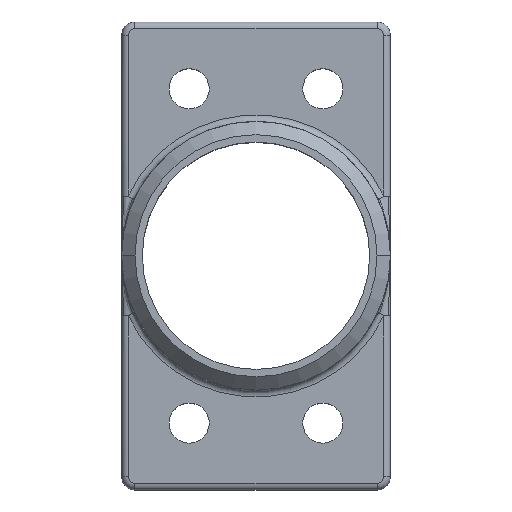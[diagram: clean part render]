
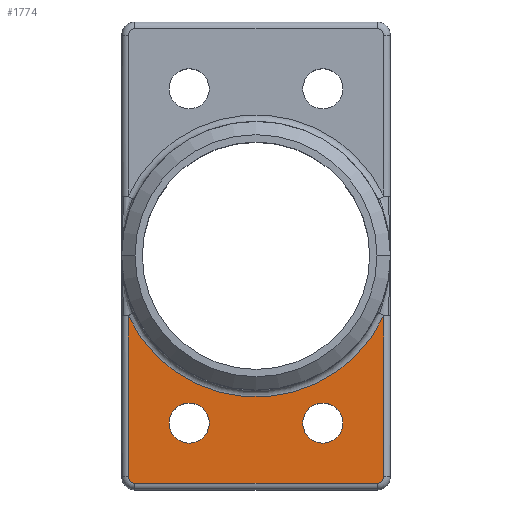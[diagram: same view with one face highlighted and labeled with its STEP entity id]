
A CAD part, top view. The second image highlights one B-rep face of the part: STEP entity #1774.
In plain terms, the highlighted planar face has unit normal (0, 0, 1).
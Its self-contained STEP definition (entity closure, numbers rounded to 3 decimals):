
#25 = AXIS2_PLACEMENT_3D ( 'NONE', #968, #969, #970 ) ;
#62 = CARTESIAN_POINT ( 'NONE',  ( 10., -25., 4. ) ) ;
#63 = DIRECTION ( 'NONE',  ( 0., 0., 1. ) ) ;
#64 = DIRECTION ( 'NONE',  ( 1., 0., 0. ) ) ;
#293 = LINE ( 'NONE', #294, #1153 ) ;
#294 = CARTESIAN_POINT ( 'NONE',  ( -19.1, -33., 4. ) ) ;
#295 = DIRECTION ( 'NONE',  ( 0., -1., 0. ) ) ;
#529 = VERTEX_POINT ( 'NONE', #1433 ) ;
#530 = VERTEX_POINT ( 'NONE', #1434 ) ;
#531 = VERTEX_POINT ( 'NONE', #1435 ) ;
#532 = VERTEX_POINT ( 'NONE', #1436 ) ;
#533 = VERTEX_POINT ( 'NONE', #1437 ) ;
#546 = VERTEX_POINT ( 'NONE', #1450 ) ;
#547 = VERTEX_POINT ( 'NONE', #1451 ) ;
#551 = VERTEX_POINT ( 'NONE', #1455 ) ;
#556 = VERTEX_POINT ( 'NONE', #1460 ) ;
#737 = FACE_OUTER_BOUND ( 'NONE', #1048, .T. ) ;
#739 = AXIS2_PLACEMENT_3D ( 'NONE', #2216, #2217, #2218 ) ;
#743 = FACE_BOUND ( 'NONE', #1050, .T. ) ;
#968 = CARTESIAN_POINT ( 'NONE',  ( 0., 0., 4. ) ) ;
#969 = DIRECTION ( 'NONE',  ( 0., 0., -1. ) ) ;
#970 = DIRECTION ( 'NONE',  ( 1., 0., 0. ) ) ;
#1015 = VERTEX_POINT ( 'NONE', #1478 ) ;
#1048 = EDGE_LOOP ( 'NONE', ( #2654, #2655, #2657, #2653, #2658, #1332 ) ) ;
#1049 = EDGE_LOOP ( 'NONE', ( #1343, #1341 ) ) ;
#1050 = EDGE_LOOP ( 'NONE', ( #1345, #1344 ) ) ;
#1082 = AXIS2_PLACEMENT_3D ( 'NONE', #62, #63, #64 ) ;
#1089 = AXIS2_PLACEMENT_3D ( 'NONE', #1508, #1509, #1510 ) ;
#1092 = AXIS2_PLACEMENT_3D ( 'NONE', #1511, #1512, #1513 ) ;
#1094 = VECTOR ( 'NONE', #2174, 1000. ) ;
#1153 = VECTOR ( 'NONE', #295, 1000. ) ;
#1239 = LINE ( 'NONE', #1240, #1318 ) ;
#1240 = CARTESIAN_POINT ( 'NONE',  ( 19.1, 0., 4. ) ) ;
#1241 = DIRECTION ( 'NONE',  ( 0., 1., 0. ) ) ;
#1296 = CARTESIAN_POINT ( 'NONE',  ( -18.1, -33., 4. ) ) ;
#1297 = DIRECTION ( 'NONE',  ( 0., 0., 1. ) ) ;
#1298 = DIRECTION ( 'NONE',  ( 1., 0., 0. ) ) ;
#1318 = VECTOR ( 'NONE', #1241, 1000. ) ;
#1332 = ORIENTED_EDGE ( 'NONE', *, *, #1773, .T. ) ;
#1341 = ORIENTED_EDGE ( 'NONE', *, *, #1720, .F. ) ;
#1343 = ORIENTED_EDGE ( 'NONE', *, *, #1719, .F. ) ;
#1344 = ORIENTED_EDGE ( 'NONE', *, *, #1913, .F. ) ;
#1345 = ORIENTED_EDGE ( 'NONE', *, *, #1761, .F. ) ;
#1433 = CARTESIAN_POINT ( 'NONE',  ( 19.1, -33., 4. ) ) ;
#1434 = CARTESIAN_POINT ( 'NONE',  ( 19.1, -8.967, 4. ) ) ;
#1435 = CARTESIAN_POINT ( 'NONE',  ( -19.1, -8.967, 4. ) ) ;
#1436 = CARTESIAN_POINT ( 'NONE',  ( -19.1, -33., 4. ) ) ;
#1437 = CARTESIAN_POINT ( 'NONE',  ( -18.1, -34., 4. ) ) ;
#1450 = CARTESIAN_POINT ( 'NONE',  ( 7., -25., 4. ) ) ;
#1451 = CARTESIAN_POINT ( 'NONE',  ( 13., -25., 4. ) ) ;
#1455 = CARTESIAN_POINT ( 'NONE',  ( -7., -25., 4. ) ) ;
#1460 = CARTESIAN_POINT ( 'NONE',  ( -13., -25., 4. ) ) ;
#1478 = CARTESIAN_POINT ( 'NONE',  ( 18.1, -34., 4. ) ) ;
#1495 = AXIS2_PLACEMENT_3D ( 'NONE', #2177, #2181, #2182 ) ;
#1498 = FACE_BOUND ( 'NONE', #1049, .T. ) ;
#1500 = AXIS2_PLACEMENT_3D ( 'NONE', #2209, #2213, #2214 ) ;
#1508 = CARTESIAN_POINT ( 'NONE',  ( -10., -25., 4. ) ) ;
#1509 = DIRECTION ( 'NONE',  ( 0., 0., 1. ) ) ;
#1510 = DIRECTION ( 'NONE',  ( 1., 0., 0. ) ) ;
#1511 = CARTESIAN_POINT ( 'NONE',  ( -10., -25., 4. ) ) ;
#1512 = DIRECTION ( 'NONE',  ( 0., 0., 1. ) ) ;
#1513 = DIRECTION ( 'NONE',  ( 1., 0., 0. ) ) ;
#1717 = CIRCLE ( 'NONE', #1092, 3. ) ;
#1719 = EDGE_CURVE ( 'NONE', #556, #551, #1811, .T. ) ;
#1720 = EDGE_CURVE ( 'NONE', #551, #556, #1717, .T. ) ;
#1721 = CIRCLE ( 'NONE', #1082, 3. ) ;
#1748 = CIRCLE ( 'NONE', #1495, 3. ) ;
#1756 = EDGE_CURVE ( 'NONE', #533, #1015, #2172, .T. ) ;
#1760 = CIRCLE ( 'NONE', #1500, 1. ) ;
#1761 = EDGE_CURVE ( 'NONE', #546, #547, #1748, .T. ) ;
#1773 = EDGE_CURVE ( 'NONE', #1015, #529, #1760, .T. ) ;
#1774 = ADVANCED_FACE ( 'NONE', ( #737, #1498, #743 ), #2215, .T. ) ;
#1786 = EDGE_CURVE ( 'NONE', #529, #530, #1239, .T. ) ;
#1788 = CIRCLE ( 'NONE', #1981, 1. ) ;
#1799 = EDGE_CURVE ( 'NONE', #532, #533, #1788, .T. ) ;
#1811 = CIRCLE ( 'NONE', #1089, 3. ) ;
#1873 = EDGE_CURVE ( 'NONE', #530, #531, #1886, .T. ) ;
#1886 = CIRCLE ( 'NONE', #25, 21.1 ) ;
#1913 = EDGE_CURVE ( 'NONE', #547, #546, #1721, .T. ) ;
#1957 = EDGE_CURVE ( 'NONE', #531, #532, #293, .T. ) ;
#1981 = AXIS2_PLACEMENT_3D ( 'NONE', #1296, #1297, #1298 ) ;
#2172 = LINE ( 'NONE', #2173, #1094 ) ;
#2173 = CARTESIAN_POINT ( 'NONE',  ( 18.1, -34., 4. ) ) ;
#2174 = DIRECTION ( 'NONE',  ( 1., 0., 0. ) ) ;
#2177 = CARTESIAN_POINT ( 'NONE',  ( 10., -25., 4. ) ) ;
#2181 = DIRECTION ( 'NONE',  ( 0., 0., 1. ) ) ;
#2182 = DIRECTION ( 'NONE',  ( 1., 0., 0. ) ) ;
#2209 = CARTESIAN_POINT ( 'NONE',  ( 18.1, -33., 4. ) ) ;
#2213 = DIRECTION ( 'NONE',  ( 0., 0., 1. ) ) ;
#2214 = DIRECTION ( 'NONE',  ( 1., 0., 0. ) ) ;
#2215 = PLANE ( 'NONE',  #739 ) ;
#2216 = CARTESIAN_POINT ( 'NONE',  ( 18.1, -33., 4. ) ) ;
#2217 = DIRECTION ( 'NONE',  ( 0., 0., 1. ) ) ;
#2218 = DIRECTION ( 'NONE',  ( 1., 0., 0. ) ) ;
#2653 = ORIENTED_EDGE ( 'NONE', *, *, #1799, .T. ) ;
#2654 = ORIENTED_EDGE ( 'NONE', *, *, #1786, .T. ) ;
#2655 = ORIENTED_EDGE ( 'NONE', *, *, #1873, .T. ) ;
#2657 = ORIENTED_EDGE ( 'NONE', *, *, #1957, .T. ) ;
#2658 = ORIENTED_EDGE ( 'NONE', *, *, #1756, .T. ) ;
